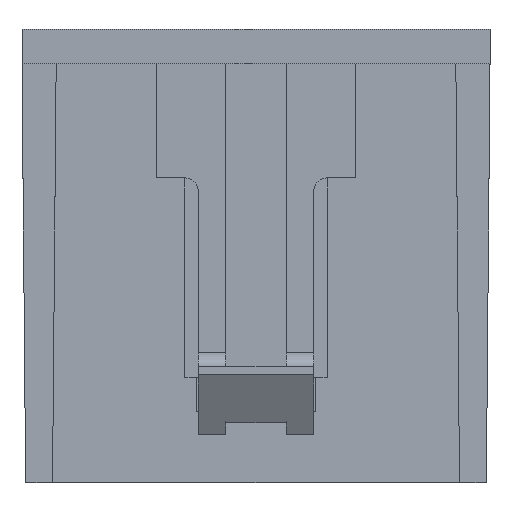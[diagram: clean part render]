
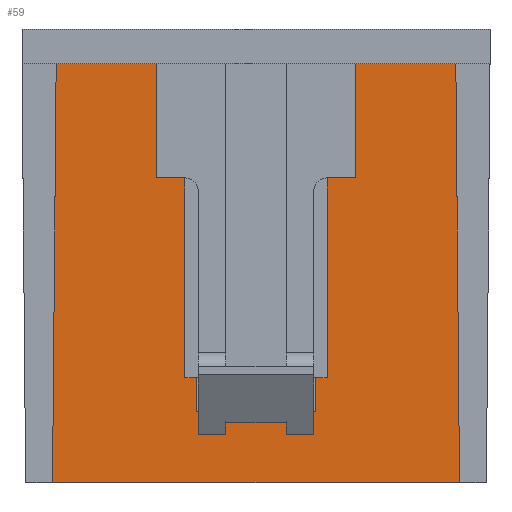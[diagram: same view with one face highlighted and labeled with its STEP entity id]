
A CAD part, top view. The second image highlights one B-rep face of the part: STEP entity #59.
In plain terms, the highlighted planar face has unit normal (0, -0.009, 1).
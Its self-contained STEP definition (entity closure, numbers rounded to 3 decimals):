
#59=ADVANCED_FACE('',(#187),#126,.T.);
#126=PLANE('',#1433);
#187=FACE_OUTER_BOUND('',#254,.T.);
#254=EDGE_LOOP('',(#362,#363,#364,#365,#366,#367,#368,#369,#370,#371,#372,
#373,#374,#375,#376,#377,#378,#379,#380,#381));
#362=ORIENTED_EDGE('',*,*,#888,.F.);
#363=ORIENTED_EDGE('',*,*,#889,.F.);
#364=ORIENTED_EDGE('',*,*,#890,.F.);
#365=ORIENTED_EDGE('',*,*,#891,.F.);
#366=ORIENTED_EDGE('',*,*,#892,.F.);
#367=ORIENTED_EDGE('',*,*,#893,.T.);
#368=ORIENTED_EDGE('',*,*,#894,.T.);
#369=ORIENTED_EDGE('',*,*,#895,.T.);
#370=ORIENTED_EDGE('',*,*,#896,.F.);
#371=ORIENTED_EDGE('',*,*,#897,.F.);
#372=ORIENTED_EDGE('',*,*,#898,.T.);
#373=ORIENTED_EDGE('',*,*,#899,.T.);
#374=ORIENTED_EDGE('',*,*,#900,.T.);
#375=ORIENTED_EDGE('',*,*,#901,.T.);
#376=ORIENTED_EDGE('',*,*,#879,.T.);
#377=ORIENTED_EDGE('',*,*,#902,.F.);
#378=ORIENTED_EDGE('',*,*,#903,.F.);
#379=ORIENTED_EDGE('',*,*,#904,.F.);
#380=ORIENTED_EDGE('',*,*,#905,.F.);
#381=ORIENTED_EDGE('',*,*,#906,.F.);
#749=VERTEX_POINT('',#1916);
#750=VERTEX_POINT('',#1918);
#756=VERTEX_POINT('',#1935);
#757=VERTEX_POINT('',#1936);
#758=VERTEX_POINT('',#1938);
#759=VERTEX_POINT('',#1940);
#760=VERTEX_POINT('',#1942);
#761=VERTEX_POINT('',#1944);
#762=VERTEX_POINT('',#1946);
#763=VERTEX_POINT('',#1948);
#764=VERTEX_POINT('',#1950);
#765=VERTEX_POINT('',#1952);
#766=VERTEX_POINT('',#1954);
#767=VERTEX_POINT('',#1956);
#768=VERTEX_POINT('',#1958);
#769=VERTEX_POINT('',#1960);
#770=VERTEX_POINT('',#1963);
#771=VERTEX_POINT('',#1965);
#772=VERTEX_POINT('',#1967);
#773=VERTEX_POINT('',#1969);
#879=EDGE_CURVE('',#750,#749,#1078,.T.);
#888=EDGE_CURVE('',#756,#757,#1087,.T.);
#889=EDGE_CURVE('',#758,#756,#1088,.T.);
#890=EDGE_CURVE('',#759,#758,#1089,.T.);
#891=EDGE_CURVE('',#760,#759,#1090,.T.);
#892=EDGE_CURVE('',#761,#760,#1091,.T.);
#893=EDGE_CURVE('',#761,#762,#1092,.T.);
#894=EDGE_CURVE('',#762,#763,#1093,.T.);
#895=EDGE_CURVE('',#763,#764,#1094,.T.);
#896=EDGE_CURVE('',#765,#764,#1095,.T.);
#897=EDGE_CURVE('',#766,#765,#1096,.T.);
#898=EDGE_CURVE('',#766,#767,#1097,.T.);
#899=EDGE_CURVE('',#767,#768,#1098,.T.);
#900=EDGE_CURVE('',#768,#769,#1099,.T.);
#901=EDGE_CURVE('',#769,#750,#1100,.T.);
#902=EDGE_CURVE('',#770,#749,#1101,.T.);
#903=EDGE_CURVE('',#771,#770,#1102,.T.);
#904=EDGE_CURVE('',#772,#771,#1103,.T.);
#905=EDGE_CURVE('',#773,#772,#1104,.T.);
#906=EDGE_CURVE('',#757,#773,#1105,.T.);
#1078=LINE('',#1917,#1269);
#1087=LINE('',#1934,#1278);
#1088=LINE('',#1937,#1279);
#1089=LINE('',#1939,#1280);
#1090=LINE('',#1941,#1281);
#1091=LINE('',#1943,#1282);
#1092=LINE('',#1945,#1283);
#1093=LINE('',#1947,#1284);
#1094=LINE('',#1949,#1285);
#1095=LINE('',#1951,#1286);
#1096=LINE('',#1953,#1287);
#1097=LINE('',#1955,#1288);
#1098=LINE('',#1957,#1289);
#1099=LINE('',#1959,#1290);
#1100=LINE('',#1961,#1291);
#1101=LINE('',#1962,#1292);
#1102=LINE('',#1964,#1293);
#1103=LINE('',#1966,#1294);
#1104=LINE('',#1968,#1295);
#1105=LINE('',#1970,#1296);
#1269=VECTOR('',#1544,1.);
#1278=VECTOR('',#1557,1.);
#1279=VECTOR('',#1558,1.);
#1280=VECTOR('',#1559,1.);
#1281=VECTOR('',#1560,1.);
#1282=VECTOR('',#1561,1.);
#1283=VECTOR('',#1562,1.);
#1284=VECTOR('',#1563,1.);
#1285=VECTOR('',#1564,1.);
#1286=VECTOR('',#1565,1.);
#1287=VECTOR('',#1566,1.);
#1288=VECTOR('',#1567,1.);
#1289=VECTOR('',#1568,1.);
#1290=VECTOR('',#1569,1.);
#1291=VECTOR('',#1570,1.);
#1292=VECTOR('',#1571,1.);
#1293=VECTOR('',#1572,1.);
#1294=VECTOR('',#1573,1.);
#1295=VECTOR('',#1574,1.);
#1296=VECTOR('',#1575,1.);
#1433=AXIS2_PLACEMENT_3D('',#1971,#1576,#1577);
#1544=DIRECTION('',(1.,0.,0.));
#1557=DIRECTION('',(1.,0.,0.));
#1558=DIRECTION('',(0.,1.,0.009));
#1559=DIRECTION('',(1.,0.,0.));
#1560=DIRECTION('',(0.,-1.,-0.009));
#1561=DIRECTION('',(1.,0.,0.));
#1562=DIRECTION('',(0.,-1.,-0.009));
#1563=DIRECTION('',(-1.,0.,0.));
#1564=DIRECTION('',(0.,1.,0.009));
#1565=DIRECTION('',(1.,0.,0.));
#1566=DIRECTION('',(0.,-1.,-0.009));
#1567=DIRECTION('',(-1.,0.,0.));
#1568=DIRECTION('',(0.,1.,0.009));
#1569=DIRECTION('',(-1.,0.,0.));
#1570=DIRECTION('',(-0.009,-1.,-0.009));
#1571=DIRECTION('',(0.009,-1.,-0.009));
#1572=DIRECTION('',(1.,0.,0.));
#1573=DIRECTION('',(0.,1.,0.009));
#1574=DIRECTION('',(1.,0.,0.));
#1575=DIRECTION('',(0.,1.,0.009));
#1576=DIRECTION('',(0.,-0.009,1.));
#1577=DIRECTION('',(0.,-1.,-0.009));
#1916=CARTESIAN_POINT('',(25.614,-24.5,7.586));
#1917=CARTESIAN_POINT('',(0.,-24.5,7.586));
#1918=CARTESIAN_POINT('',(1.786,-24.5,7.586));
#1934=CARTESIAN_POINT('',(0.,-18.38,7.64));
#1935=CARTESIAN_POINT('',(17.18,-18.38,7.64));
#1936=CARTESIAN_POINT('',(17.87,-18.38,7.64));
#1937=CARTESIAN_POINT('',(17.18,0.,7.8));
#1938=CARTESIAN_POINT('',(17.18,-20.38,7.622));
#1939=CARTESIAN_POINT('',(17.18,-20.38,7.622));
#1940=CARTESIAN_POINT('',(15.18,-20.38,7.622));
#1941=CARTESIAN_POINT('',(15.18,-20.378,7.622));
#1942=CARTESIAN_POINT('',(15.18,-18.38,7.64));
#1943=CARTESIAN_POINT('',(13.7,-18.38,7.64));
#1944=CARTESIAN_POINT('',(12.22,-18.38,7.64));
#1945=CARTESIAN_POINT('',(12.22,-20.375,7.622));
#1946=CARTESIAN_POINT('',(12.22,-20.38,7.622));
#1947=CARTESIAN_POINT('',(0.,-20.38,7.622));
#1948=CARTESIAN_POINT('',(10.22,-20.38,7.622));
#1949=CARTESIAN_POINT('',(10.22,0.,7.8));
#1950=CARTESIAN_POINT('',(10.22,-18.38,7.64));
#1951=CARTESIAN_POINT('',(13.7,-18.38,7.64));
#1952=CARTESIAN_POINT('',(9.53,-18.38,7.64));
#1953=CARTESIAN_POINT('',(9.53,0.,7.8));
#1954=CARTESIAN_POINT('',(9.53,-5.68,7.75));
#1955=CARTESIAN_POINT('',(7.85,-5.68,7.75));
#1956=CARTESIAN_POINT('',(7.85,-5.68,7.75));
#1957=CARTESIAN_POINT('',(7.85,0.,7.8));
#1958=CARTESIAN_POINT('',(7.85,0.,7.8));
#1959=CARTESIAN_POINT('',(13.7,0.,7.8));
#1960=CARTESIAN_POINT('',(2.,0.,7.8));
#1961=CARTESIAN_POINT('',(2.,0.017,7.8));
#1962=CARTESIAN_POINT('',(25.398,0.222,7.802));
#1963=CARTESIAN_POINT('',(25.4,0.,7.8));
#1964=CARTESIAN_POINT('',(0.,0.,7.8));
#1965=CARTESIAN_POINT('',(19.55,0.,7.8));
#1966=CARTESIAN_POINT('',(19.55,0.,7.8));
#1967=CARTESIAN_POINT('',(19.55,-5.68,7.75));
#1968=CARTESIAN_POINT('',(19.55,-5.68,7.75));
#1969=CARTESIAN_POINT('',(17.87,-5.68,7.75));
#1970=CARTESIAN_POINT('',(17.87,0.,7.8));
#1971=CARTESIAN_POINT('',(0.,0.,7.8));
